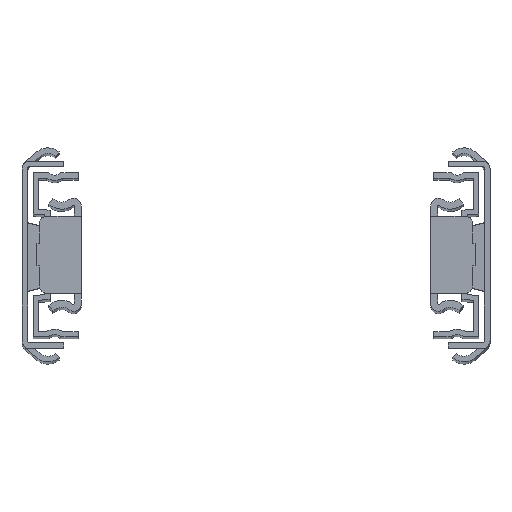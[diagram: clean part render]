
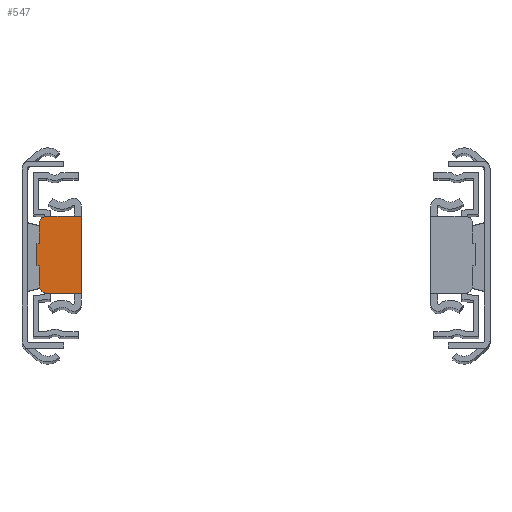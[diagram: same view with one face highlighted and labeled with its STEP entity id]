
A CAD part, top view. The second image highlights one B-rep face of the part: STEP entity #547.
In plain terms, the highlighted face is planar.
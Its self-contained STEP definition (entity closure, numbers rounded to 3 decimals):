
#547 = ADVANCED_FACE( '', ( #1103 ), #1104, .F. );
#1103 = FACE_OUTER_BOUND( '', #1647, .T. );
#1104 = PLANE( '', #1648 );
#1647 = EDGE_LOOP( '', ( #3066, #3067, #3068, #3069, #3070, #3071, #3072, #3073, #3074, #3075 ) );
#1648 = AXIS2_PLACEMENT_3D( '', #3076, #3077, #3078 );
#3066 = ORIENTED_EDGE( '', *, *, #3362, .F. );
#3067 = ORIENTED_EDGE( '', *, *, #3651, .F. );
#3068 = ORIENTED_EDGE( '', *, *, #3679, .F. );
#3069 = ORIENTED_EDGE( '', *, *, #3673, .F. );
#3070 = ORIENTED_EDGE( '', *, *, #3813, .F. );
#3071 = ORIENTED_EDGE( '', *, *, #3576, .F. );
#3072 = ORIENTED_EDGE( '', *, *, #3641, .F. );
#3073 = ORIENTED_EDGE( '', *, *, #3401, .F. );
#3074 = ORIENTED_EDGE( '', *, *, #3617, .F. );
#3075 = ORIENTED_EDGE( '', *, *, #3757, .F. );
#3076 = CARTESIAN_POINT( '', ( 0., 0., 0. ) );
#3077 = DIRECTION( '', ( 0., 1., 0. ) );
#3078 = DIRECTION( '', ( 0., 0., 1. ) );
#3362 = EDGE_CURVE( '', #4059, #4061, #4062, .T. );
#3401 = EDGE_CURVE( '', #4125, #4126, #4127, .T. );
#3576 = EDGE_CURVE( '', #4413, #4414, #4415, .T. );
#3617 = EDGE_CURVE( '', #4475, #4125, #4477, .T. );
#3641 = EDGE_CURVE( '', #4126, #4413, #4506, .T. );
#3651 = EDGE_CURVE( '', #4520, #4059, #4521, .T. );
#3673 = EDGE_CURVE( '', #4550, #4551, #4552, .T. );
#3679 = EDGE_CURVE( '', #4551, #4520, #4558, .T. );
#3757 = EDGE_CURVE( '', #4061, #4475, #4657, .T. );
#3813 = EDGE_CURVE( '', #4414, #4550, #4717, .T. );
#4059 = VERTEX_POINT( '', #5041 );
#4061 = VERTEX_POINT( '', #5044 );
#4062 = LINE( '', #5045, #5046 );
#4125 = VERTEX_POINT( '', #5137 );
#4126 = VERTEX_POINT( '', #5138 );
#4127 = CIRCLE( '', #5139, 1.6 );
#4413 = VERTEX_POINT( '', #5529 );
#4414 = VERTEX_POINT( '', #5530 );
#4415 = LINE( '', #5531, #5532 );
#4475 = VERTEX_POINT( '', #5612 );
#4477 = LINE( '', #5615, #5616 );
#4506 = LINE( '', #5657, #5658 );
#4520 = VERTEX_POINT( '', #5676 );
#4521 = CIRCLE( '', #5677, 1.6 );
#4550 = VERTEX_POINT( '', #5714 );
#4551 = VERTEX_POINT( '', #5715 );
#4552 = LINE( '', #5716, #5717 );
#4558 = LINE( '', #5726, #5727 );
#4657 = LINE( '', #5861, #5862 );
#4717 = LINE( '', #5941, #5942 );
#5041 = CARTESIAN_POINT( '', ( 5.3, 0., 8.25 ) );
#5044 = CARTESIAN_POINT( '', ( 12.7, 0., 8.25 ) );
#5045 = CARTESIAN_POINT( '', ( 11.2, 0., 8.25 ) );
#5046 = VECTOR( '', #6112, 1000. );
#5137 = CARTESIAN_POINT( '', ( 5.3, 0., -8.25 ) );
#5138 = CARTESIAN_POINT( '', ( 3.7, 0., -6.65 ) );
#5139 = AXIS2_PLACEMENT_3D( '', #6147, #6148, #6149 );
#5529 = CARTESIAN_POINT( '', ( 3.7, 0., -2.4 ) );
#5530 = CARTESIAN_POINT( '', ( 3.2, 0., -2.4 ) );
#5531 = CARTESIAN_POINT( '', ( 3.7, 0., -2.4 ) );
#5532 = VECTOR( '', #6368, 1000. );
#5612 = CARTESIAN_POINT( '', ( 12.7, 0., -8.25 ) );
#5615 = CARTESIAN_POINT( '', ( 12.7, 0., -8.25 ) );
#5616 = VECTOR( '', #6423, 1000. );
#5657 = CARTESIAN_POINT( '', ( 3.7, 0., -6.65 ) );
#5658 = VECTOR( '', #6445, 1000. );
#5676 = CARTESIAN_POINT( '', ( 3.7, 0., 6.65 ) );
#5677 = AXIS2_PLACEMENT_3D( '', #6456, #6457, #6458 );
#5714 = CARTESIAN_POINT( '', ( 3.2, 0., 2.4 ) );
#5715 = CARTESIAN_POINT( '', ( 3.7, 0., 2.4 ) );
#5716 = CARTESIAN_POINT( '', ( 3.2, 0., 2.4 ) );
#5717 = VECTOR( '', #6485, 1000. );
#5726 = CARTESIAN_POINT( '', ( 3.7, 0., 2.4 ) );
#5727 = VECTOR( '', #6489, 1000. );
#5861 = CARTESIAN_POINT( '', ( 12.7, 0., 8.25 ) );
#5862 = VECTOR( '', #6600, 1000. );
#5941 = CARTESIAN_POINT( '', ( 3.2, 0., -2.4 ) );
#5942 = VECTOR( '', #6647, 1000. );
#6112 = DIRECTION( '', ( 1., 0., 0. ) );
#6147 = CARTESIAN_POINT( '', ( 5.3, 0., -6.65 ) );
#6148 = DIRECTION( '', ( 0., 1., 0. ) );
#6149 = DIRECTION( '', ( 1., 0., 0. ) );
#6368 = DIRECTION( '', ( -1., 0., 0. ) );
#6423 = DIRECTION( '', ( -1., 0., 0. ) );
#6445 = DIRECTION( '', ( 0., 0., 1. ) );
#6456 = CARTESIAN_POINT( '', ( 5.3, 0., 6.65 ) );
#6457 = DIRECTION( '', ( 0., 1., 0. ) );
#6458 = DIRECTION( '', ( 1., 0., 0. ) );
#6485 = DIRECTION( '', ( 1., 0., 0. ) );
#6489 = DIRECTION( '', ( 0., 0., 1. ) );
#6600 = DIRECTION( '', ( 0., 0., -1. ) );
#6647 = DIRECTION( '', ( 0., 0., 1. ) );
